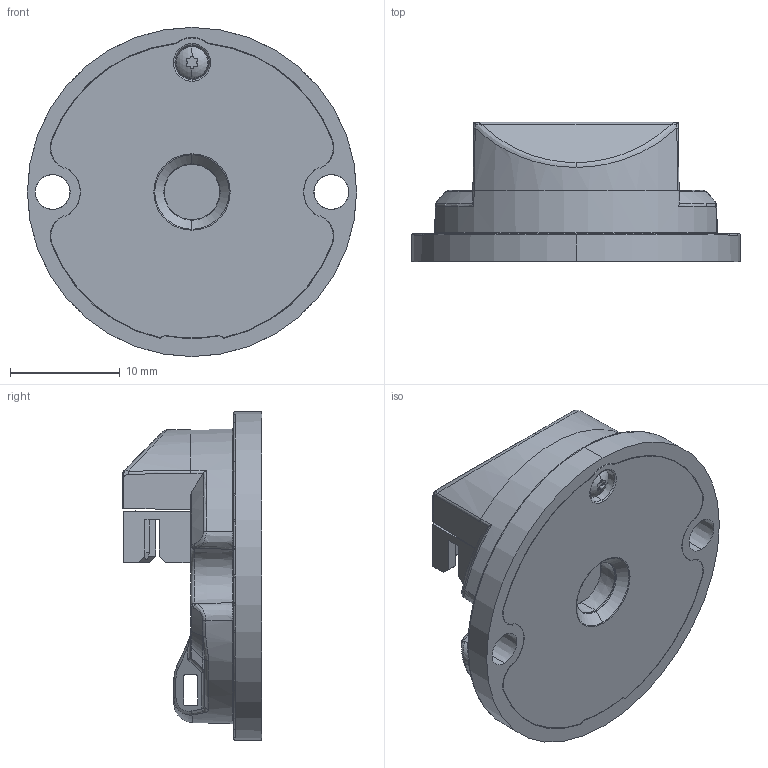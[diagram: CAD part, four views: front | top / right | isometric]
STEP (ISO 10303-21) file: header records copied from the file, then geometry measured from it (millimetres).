
FILE_DESCRIPTION (( 'STEP AP214' ), '1' );
FILE_NAME ('EOS1-002.STEP', '2015-11-19T18:43:31', ( '' ), ( '' ), 'SwSTEP 2.0', 'SolidWorks 2015', '' );
FILE_SCHEMA (( 'AUTOMOTIVE_DESIGN' ));
Length unit declared in the file: inch
Products named in the file (1): EOS1-002
Bounding box: 30 x 12.7 x 30 mm (x, y, z)
Surface area: 3340.5 mm2 (no closed solid volume)
Topology: 0 solids, 9 shells, 560 faces, 1696 edges, 1095 vertices
Faces by surface type: plane 237, cylinder 185, bspline 60, cone 40, torus 30, sphere 8
Entity records: 27465 total; most frequent: CARTESIAN_POINT 6326, ORIENTED_EDGE 2957, DIRECTION 2582, EDGE_CURVE 1682, VERTEX_POINT 1095, LINE 926, VECTOR 926, AXIS2_PLACEMENT_3D 828
